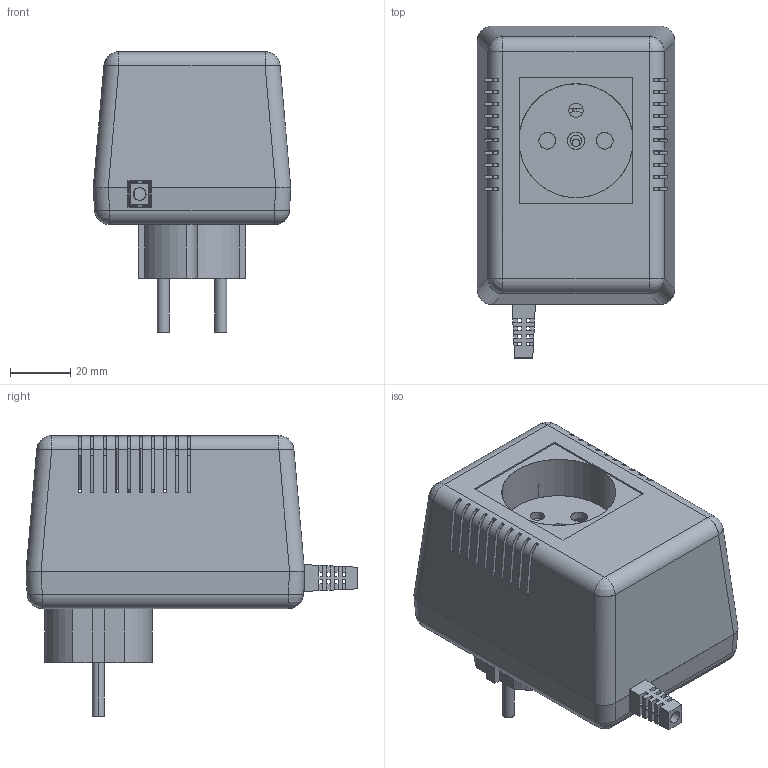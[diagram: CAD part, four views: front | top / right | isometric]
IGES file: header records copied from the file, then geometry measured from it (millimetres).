
Start section: SolidWorks IGES file using analytic representation for surfaces
Global section: file name: KM 49d kpl.IGS; native system: SolidWorks 2008; preprocessor: SolidWorks 2008; author: user; date: 081018.003628; units: millimetre
Bounding box: 65.5 x 110.12 x 93.02 mm (x, y, z)
Surface area: 84549.6 mm2 (no closed solid volume)
Topology: 0 solids, 0 shells, 748 faces, 6496 edges, 6490 vertices
Faces by surface type: bspline 573, revolution 175
